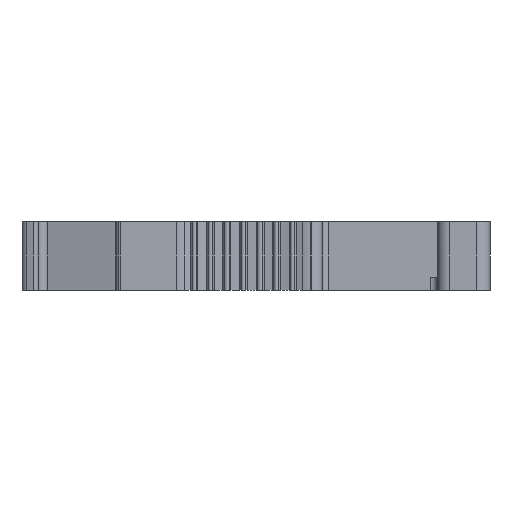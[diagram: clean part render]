
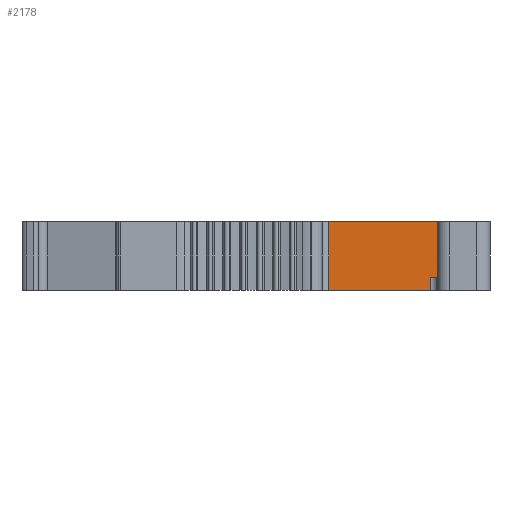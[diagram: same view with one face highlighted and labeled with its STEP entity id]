
A CAD part, left-side view. The second image highlights one B-rep face of the part: STEP entity #2178.
In plain terms, the highlighted planar face has unit normal (-1, 0, 0).
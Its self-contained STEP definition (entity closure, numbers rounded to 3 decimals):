
#2178=ADVANCED_FACE('',(#2631),#2447,.F.);
#2447=PLANE('',#7344);
#2631=FACE_OUTER_BOUND('',#2908,.T.);
#2908=EDGE_LOOP('',(#3661,#3662,#3663,#3664,#3665,#3666));
#3661=ORIENTED_EDGE('',*,*,#5668,.F.);
#3662=ORIENTED_EDGE('',*,*,#5669,.T.);
#3663=ORIENTED_EDGE('',*,*,#5670,.F.);
#3664=ORIENTED_EDGE('',*,*,#5583,.F.);
#3665=ORIENTED_EDGE('',*,*,#5671,.T.);
#3666=ORIENTED_EDGE('',*,*,#5365,.T.);
#4817=VERTEX_POINT('',#9436);
#4818=VERTEX_POINT('',#9438);
#5027=VERTEX_POINT('',#9865);
#5028=VERTEX_POINT('',#9867);
#5111=VERTEX_POINT('',#10036);
#5112=VERTEX_POINT('',#10038);
#5365=EDGE_CURVE('',#4818,#4817,#6121,.T.);
#5583=EDGE_CURVE('',#5027,#5028,#6241,.T.);
#5668=EDGE_CURVE('',#5111,#4817,#6285,.T.);
#5669=EDGE_CURVE('',#5111,#5112,#6286,.T.);
#5670=EDGE_CURVE('',#5028,#5112,#6287,.T.);
#5671=EDGE_CURVE('',#5027,#4818,#6288,.T.);
#6121=LINE('',#9437,#6701);
#6241=LINE('',#9866,#6821);
#6285=LINE('',#10035,#6865);
#6286=LINE('',#10037,#6866);
#6287=LINE('',#10039,#6867);
#6288=LINE('',#10040,#6868);
#6701=VECTOR('',#7863,1.);
#6821=VECTOR('',#8181,1.);
#6865=VECTOR('',#8309,1.);
#6866=VECTOR('',#8310,1.);
#6867=VECTOR('',#8311,1.);
#6868=VECTOR('',#8312,1.);
#7344=AXIS2_PLACEMENT_3D('',#10041,#8313,#8314);
#7863=DIRECTION('',(0.,-1.,0.));
#8181=DIRECTION('',(0.,-1.,0.));
#8309=DIRECTION('',(0.,0.,-1.));
#8310=DIRECTION('',(0.,-1.,0.));
#8311=DIRECTION('',(0.,0.,-1.));
#8312=DIRECTION('',(0.,0.,-1.));
#8313=DIRECTION('',(1.,0.,0.));
#8314=DIRECTION('',(0.,1.,0.));
#9436=CARTESIAN_POINT('',(1249.098,242.5,0.));
#9437=CARTESIAN_POINT('',(1249.098,250.2,0.));
#9438=CARTESIAN_POINT('',(1249.098,250.2,0.));
#9865=CARTESIAN_POINT('',(1249.098,250.2,5.2));
#9866=CARTESIAN_POINT('',(1249.098,250.2,5.2));
#9867=CARTESIAN_POINT('',(1249.098,240.,5.2));
#10035=CARTESIAN_POINT('',(1249.098,242.5,1.));
#10036=CARTESIAN_POINT('',(1249.098,242.5,1.));
#10037=CARTESIAN_POINT('',(1249.098,242.5,1.));
#10038=CARTESIAN_POINT('',(1249.098,240.,1.));
#10039=CARTESIAN_POINT('',(1249.098,240.,5.2));
#10040=CARTESIAN_POINT('',(1249.098,250.2,5.2));
#10041=CARTESIAN_POINT('',(1249.098,250.2,5.2));
